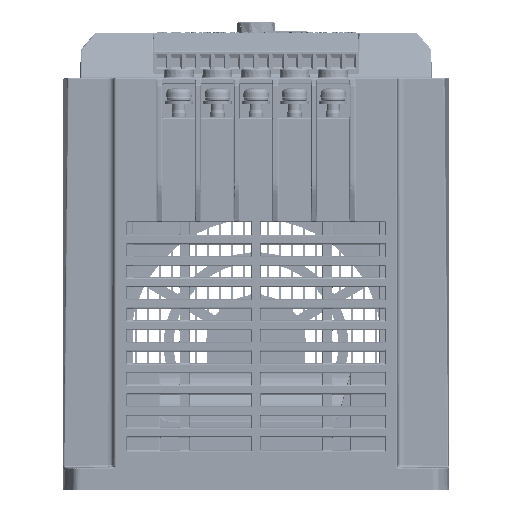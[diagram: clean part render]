
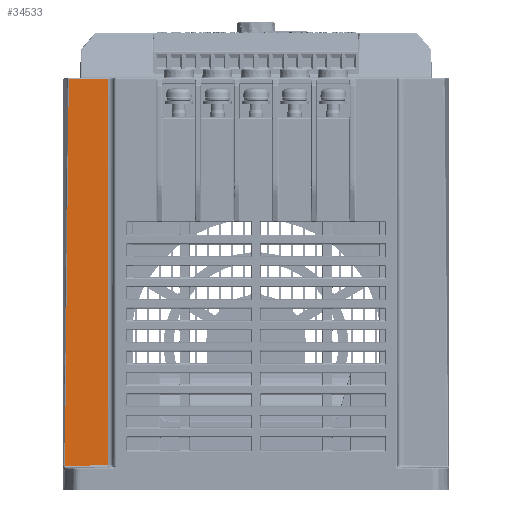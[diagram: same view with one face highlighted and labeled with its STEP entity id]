
A CAD part, front view. The second image highlights one B-rep face of the part: STEP entity #34533.
In plain terms, the highlighted planar face has unit normal (-0.018, -1, 0).
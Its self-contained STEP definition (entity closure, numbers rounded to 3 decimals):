
#34533=ADVANCED_FACE('',(#56395),#44788,.T.);
#44788=PLANE('',#287366);
#56395=FACE_OUTER_BOUND('',#72534,.T.);
#72534=EDGE_LOOP('',(#147052,#147053,#147054,#147055));
#84427=B_SPLINE_CURVE_WITH_KNOTS('',3,(#489827,#489828,#489829,#489830,
#489831,#489832,#489833,#489834,#489835,#489836),.UNSPECIFIED.,.F.,.F.,
(4,3,3,4),(0.,0.328,0.656,1.),.UNSPECIFIED.);
#147052=ORIENTED_EDGE('',*,*,#221006,.T.);
#147053=ORIENTED_EDGE('',*,*,#221007,.T.);
#147054=ORIENTED_EDGE('',*,*,#221008,.T.);
#147055=ORIENTED_EDGE('',*,*,#221009,.T.);
#186537=VERTEX_POINT('',#489837);
#186538=VERTEX_POINT('',#489838);
#186539=VERTEX_POINT('',#489840);
#186540=VERTEX_POINT('',#489842);
#221006=EDGE_CURVE('',#186537,#186538,#84427,.T.);
#221007=EDGE_CURVE('',#186538,#186539,#245940,.T.);
#221008=EDGE_CURVE('',#186539,#186540,#245941,.T.);
#221009=EDGE_CURVE('',#186540,#186537,#245942,.T.);
#245940=LINE('',#489839,#268211);
#245941=LINE('',#489841,#268212);
#245942=LINE('',#489843,#268213);
#268211=VECTOR('',#342755,1.);
#268212=VECTOR('',#342756,1.);
#268213=VECTOR('',#342757,1.);
#287366=AXIS2_PLACEMENT_3D('',#489844,#342758,#342759);
#342755=DIRECTION('',(1.,-0.017,0.012));
#342756=DIRECTION('',(0.,0.,1.));
#342757=DIRECTION('',(-1.,0.017,0.));
#342758=DIRECTION('',(-0.017,-1.,0.));
#342759=DIRECTION('',(1.,-0.017,0.));
#489827=CARTESIAN_POINT('',(130.856,111.086,-17.574));
#489828=CARTESIAN_POINT('',(130.705,111.089,-32.356));
#489829=CARTESIAN_POINT('',(130.554,111.092,-47.138));
#489830=CARTESIAN_POINT('',(130.404,111.094,-61.92));
#489831=CARTESIAN_POINT('',(130.254,111.097,-76.702));
#489832=CARTESIAN_POINT('',(130.105,111.099,-91.484));
#489833=CARTESIAN_POINT('',(129.958,111.102,-106.266));
#489834=CARTESIAN_POINT('',(129.803,111.105,-121.779));
#489835=CARTESIAN_POINT('',(129.65,111.107,-137.292));
#489836=CARTESIAN_POINT('',(129.502,111.11,-152.804));
#489837=CARTESIAN_POINT('',(130.856,111.086,-17.574));
#489838=CARTESIAN_POINT('',(129.502,111.11,-152.804));
#489839=CARTESIAN_POINT('',(146.614,110.811,-152.597));
#489840=CARTESIAN_POINT('',(144.691,110.845,-152.62));
#489841=CARTESIAN_POINT('',(144.691,110.845,-17.074));
#489842=CARTESIAN_POINT('',(144.691,110.845,-17.574));
#489843=CARTESIAN_POINT('',(146.623,110.811,-17.574));
#489844=CARTESIAN_POINT('',(146.623,110.811,-153.274));
